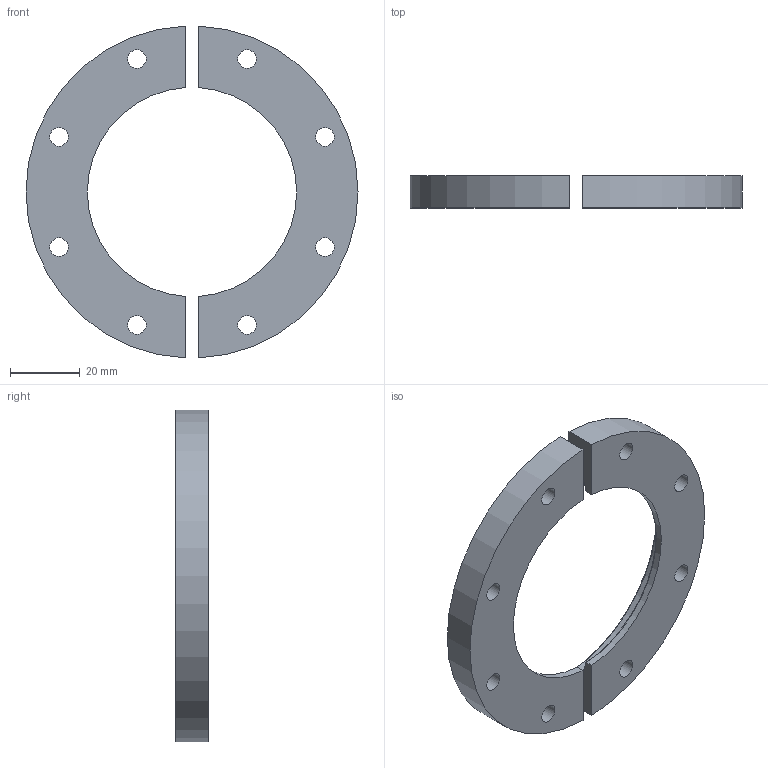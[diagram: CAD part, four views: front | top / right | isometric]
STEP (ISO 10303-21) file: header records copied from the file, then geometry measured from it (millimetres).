
FILE_DESCRIPTION (( 'STEP AP214' ), '1' );
FILE_NAME ('AT1KF50ALU-FULLVAC.STEP', '2024-11-13T14:33:36', ( '' ), ( '' ), 'SwSTEP 2.0', 'SolidWorks 2017', '' );
FILE_SCHEMA (( 'AUTOMOTIVE_DESIGN' ));
Length unit declared in the file: millimetre
Products named in the file (1): AT1KF50ALU-FULLVAC
Bounding box: 95.2 x 9.2 x 95.14 mm (x, y, z)
Volume: 28264.9 mm3; surface area: 13928.4 mm2
Topology: 2 solids, 2 shells, 36 faces, 92 edges, 60 vertices
Faces by surface type: cylinder 14, cone 12, plane 8, torus 2
Full cylindrical faces by diameter (mm): 5.3 x8
Entity records: 1095 total; most frequent: CARTESIAN_POINT 221, DIRECTION 174, ORIENTED_EDGE 144, AXIS2_PLACEMENT_3D 77, EDGE_CURVE 72, EDGE_LOOP 68, VERTEX_POINT 56, FACE_OUTER_BOUND 44
